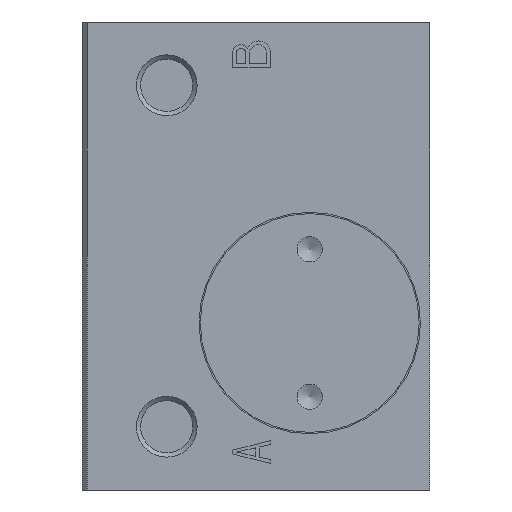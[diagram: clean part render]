
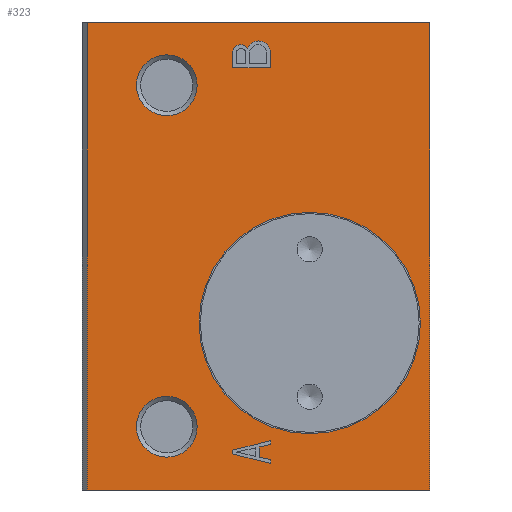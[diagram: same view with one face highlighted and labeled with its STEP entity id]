
A CAD part, left-side view. The second image highlights one B-rep face of the part: STEP entity #323.
In plain terms, the highlighted face is planar.
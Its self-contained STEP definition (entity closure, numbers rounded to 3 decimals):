
#323 = ADVANCED_FACE( '', ( #741, #742, #743, #744, #745, #746 ), #747, .F. );
#741 = FACE_BOUND( '', #1250, .T. );
#742 = FACE_OUTER_BOUND( '', #1251, .T. );
#743 = FACE_BOUND( '', #1252, .T. );
#744 = FACE_BOUND( '', #1253, .T. );
#745 = FACE_BOUND( '', #1254, .T. );
#746 = FACE_BOUND( '', #1255, .T. );
#747 = PLANE( '', #1256 );
#1250 = EDGE_LOOP( '', ( #2039, #2040, #2041, #2042, #2043, #2044, #2045, #2046 ) );
#1251 = EDGE_LOOP( '', ( #2047, #2048, #2049, #2050 ) );
#1252 = EDGE_LOOP( '', ( #2051 ) );
#1253 = EDGE_LOOP( '', ( #2052 ) );
#1254 = EDGE_LOOP( '', ( #2053 ) );
#1255 = EDGE_LOOP( '', ( #2054, #2055, #2056, #2057, #2058 ) );
#1256 = AXIS2_PLACEMENT_3D( '', #2059, #2060, #2061 );
#2039 = ORIENTED_EDGE( '', *, *, #2656, .T. );
#2040 = ORIENTED_EDGE( '', *, *, #2829, .T. );
#2041 = ORIENTED_EDGE( '', *, *, #2825, .T. );
#2042 = ORIENTED_EDGE( '', *, *, #2870, .T. );
#2043 = ORIENTED_EDGE( '', *, *, #2871, .T. );
#2044 = ORIENTED_EDGE( '', *, *, #2872, .T. );
#2045 = ORIENTED_EDGE( '', *, *, #2873, .T. );
#2046 = ORIENTED_EDGE( '', *, *, #2874, .T. );
#2047 = ORIENTED_EDGE( '', *, *, #2757, .T. );
#2048 = ORIENTED_EDGE( '', *, *, #2617, .F. );
#2049 = ORIENTED_EDGE( '', *, *, #2875, .F. );
#2050 = ORIENTED_EDGE( '', *, *, #2876, .T. );
#2051 = ORIENTED_EDGE( '', *, *, #2661, .F. );
#2052 = ORIENTED_EDGE( '', *, *, #2877, .F. );
#2053 = ORIENTED_EDGE( '', *, *, #2691, .T. );
#2054 = ORIENTED_EDGE( '', *, *, #2878, .T. );
#2055 = ORIENTED_EDGE( '', *, *, #2879, .T. );
#2056 = ORIENTED_EDGE( '', *, *, #2675, .T. );
#2057 = ORIENTED_EDGE( '', *, *, #2880, .T. );
#2058 = ORIENTED_EDGE( '', *, *, #2881, .T. );
#2059 = CARTESIAN_POINT( '', ( 18.5, 0., -25. ) );
#2060 = DIRECTION( '', ( 0., 0., 1. ) );
#2061 = DIRECTION( '', ( 1., 0., 0. ) );
#2617 = EDGE_CURVE( '', #3039, #3034, #3041, .T. );
#2656 = EDGE_CURVE( '', #3109, #3110, #3111, .T. );
#2661 = EDGE_CURVE( '', #3118, #3118, #3119, .F. );
#2675 = EDGE_CURVE( '', #3142, #3143, #3144, .T. );
#2691 = EDGE_CURVE( '', #3170, #3170, #3171, .T. );
#2757 = EDGE_CURVE( '', #3275, #3034, #3276, .T. );
#2825 = EDGE_CURVE( '', #3373, #3374, #3375, .T. );
#2829 = EDGE_CURVE( '', #3110, #3373, #3379, .T. );
#2870 = EDGE_CURVE( '', #3374, #3440, #3441, .T. );
#2871 = EDGE_CURVE( '', #3440, #3442, #3443, .T. );
#2872 = EDGE_CURVE( '', #3442, #3444, #3445, .T. );
#2873 = EDGE_CURVE( '', #3444, #3446, #3447, .T. );
#2874 = EDGE_CURVE( '', #3446, #3109, #3448, .T. );
#2875 = EDGE_CURVE( '', #3449, #3039, #3450, .T. );
#2876 = EDGE_CURVE( '', #3449, #3275, #3451, .T. );
#2877 = EDGE_CURVE( '', #3452, #3452, #3453, .F. );
#2878 = EDGE_CURVE( '', #3454, #3455, #3456, .T. );
#2879 = EDGE_CURVE( '', #3455, #3142, #3457, .T. );
#2880 = EDGE_CURVE( '', #3143, #3458, #3459, .T. );
#2881 = EDGE_CURVE( '', #3458, #3454, #3460, .T. );
#3034 = VERTEX_POINT( '', #3636 );
#3039 = VERTEX_POINT( '', #3643 );
#3041 = LINE( '', #3646, #3647 );
#3109 = VERTEX_POINT( '', #3803 );
#3110 = VERTEX_POINT( '', #3804 );
#3111 = LINE( '', #3805, #3806 );
#3118 = VERTEX_POINT( '', #3816 );
#3119 = CIRCLE( '', #3817, 2.4 );
#3142 = VERTEX_POINT( '', #3844 );
#3143 = VERTEX_POINT( '', #3845 );
#3144 = LINE( '', #3846, #3847 );
#3170 = VERTEX_POINT( '', #3885 );
#3171 = CIRCLE( '', #3886, 8.75 );
#3275 = VERTEX_POINT( '', #4018 );
#3276 = LINE( '', #4019, #4020 );
#3373 = VERTEX_POINT( '', #4154 );
#3374 = VERTEX_POINT( '', #4155 );
#3375 = LINE( '', #4156, #4157 );
#3379 = LINE( '', #4163, #4164 );
#3440 = VERTEX_POINT( '', #4240 );
#3441 = LINE( '', #4241, #4242 );
#3442 = VERTEX_POINT( '', #4243 );
#3443 = LINE( '', #4244, #4245 );
#3444 = VERTEX_POINT( '', #4246 );
#3445 = LINE( '', #4247, #4248 );
#3446 = VERTEX_POINT( '', #4249 );
#3447 = LINE( '', #4250, #4251 );
#3448 = LINE( '', #4252, #4253 );
#3449 = VERTEX_POINT( '', #4254 );
#3450 = LINE( '', #4255, #4256 );
#3451 = LINE( '', #4257, #4258 );
#3452 = VERTEX_POINT( '', #4259 );
#3453 = CIRCLE( '', #4260, 2.4 );
#3454 = VERTEX_POINT( '', #4261 );
#3455 = VERTEX_POINT( '', #4262 );
#3456 = CIRCLE( '', #4263, 0.652 );
#3457 = CIRCLE( '', #4264, 0.93 );
#3458 = VERTEX_POINT( '', #4265 );
#3459 = LINE( '', #4266, #4267 );
#3460 = LINE( '', #4268, #4269 );
#3636 = CARTESIAN_POINT( '', ( -18.5, 27.1, -25. ) );
#3643 = CARTESIAN_POINT( '', ( 18.5, 27.1, -25. ) );
#3646 = CARTESIAN_POINT( '', ( 18.5, 27.1, -25. ) );
#3647 = VECTOR( '', #4493, 1000. );
#3803 = CARTESIAN_POINT( '', ( 15.35, 15.6, -25. ) );
#3804 = CARTESIAN_POINT( '', ( 14.6, 12.6, -25. ) );
#3805 = CARTESIAN_POINT( '', ( 15.35, 15.6, -25. ) );
#3806 = VECTOR( '', #4530, 1000. );
#3816 = CARTESIAN_POINT( '', ( 15.9, 20.8, -25. ) );
#3817 = AXIS2_PLACEMENT_3D( '', #4534, #4535, #4536 );
#3844 = CARTESIAN_POINT( '', ( -16.1, 12.6, -25. ) );
#3845 = CARTESIAN_POINT( '', ( -14.9, 12.6, -25. ) );
#3846 = CARTESIAN_POINT( '', ( -16.1, 12.6, -25. ) );
#3847 = VECTOR( '', #4556, 1000. );
#3885 = CARTESIAN_POINT( '', ( 14.05, 9.5, -25. ) );
#3886 = AXIS2_PLACEMENT_3D( '', #4572, #4573, #4574 );
#4018 = CARTESIAN_POINT( '', ( -18.5, 0., -25. ) );
#4019 = CARTESIAN_POINT( '', ( -18.5, 0., -25. ) );
#4020 = VECTOR( '', #4660, 1000. );
#4154 = CARTESIAN_POINT( '', ( 14.9, 12.6, -25. ) );
#4155 = CARTESIAN_POINT( '', ( 15.1, 13.5, -25. ) );
#4156 = CARTESIAN_POINT( '', ( 14.9, 12.6, -25. ) );
#4157 = VECTOR( '', #4728, 1000. );
#4163 = CARTESIAN_POINT( '', ( 14.6, 12.6, -25. ) );
#4164 = VECTOR( '', #4731, 1000. );
#4240 = CARTESIAN_POINT( '', ( 15.9, 13.5, -25. ) );
#4241 = CARTESIAN_POINT( '', ( 15.1, 13.5, -25. ) );
#4242 = VECTOR( '', #4777, 1000. );
#4243 = CARTESIAN_POINT( '', ( 16.1, 12.6, -25. ) );
#4244 = CARTESIAN_POINT( '', ( 15.9, 13.5, -25. ) );
#4245 = VECTOR( '', #4778, 1000. );
#4246 = CARTESIAN_POINT( '', ( 16.4, 12.6, -25. ) );
#4247 = CARTESIAN_POINT( '', ( 16.1, 12.6, -25. ) );
#4248 = VECTOR( '', #4779, 1000. );
#4249 = CARTESIAN_POINT( '', ( 15.65, 15.6, -25. ) );
#4250 = CARTESIAN_POINT( '', ( 16.4, 12.6, -25. ) );
#4251 = VECTOR( '', #4780, 1000. );
#4252 = CARTESIAN_POINT( '', ( 15.65, 15.6, -25. ) );
#4253 = VECTOR( '', #4781, 1000. );
#4254 = CARTESIAN_POINT( '', ( 18.5, 0., -25. ) );
#4255 = CARTESIAN_POINT( '', ( 18.5, 0., -25. ) );
#4256 = VECTOR( '', #4782, 1000. );
#4257 = CARTESIAN_POINT( '', ( 18.5, 0., -25. ) );
#4258 = VECTOR( '', #4783, 1000. );
#4259 = CARTESIAN_POINT( '', ( -11.1, 20.8, -25. ) );
#4260 = AXIS2_PLACEMENT_3D( '', #4784, #4785, #4786 );
#4261 = CARTESIAN_POINT( '', ( -16.1, 15.6, -25. ) );
#4262 = CARTESIAN_POINT( '', ( -16.4, 14.4, -25. ) );
#4263 = AXIS2_PLACEMENT_3D( '', #4787, #4788, #4789 );
#4264 = AXIS2_PLACEMENT_3D( '', #4790, #4791, #4792 );
#4265 = CARTESIAN_POINT( '', ( -14.9, 15.6, -25. ) );
#4266 = CARTESIAN_POINT( '', ( -14.9, 12.6, -25. ) );
#4267 = VECTOR( '', #4793, 1000. );
#4268 = CARTESIAN_POINT( '', ( -14.9, 15.6, -25. ) );
#4269 = VECTOR( '', #4794, 1000. );
#4493 = DIRECTION( '', ( -1., 0., 0. ) );
#4530 = DIRECTION( '', ( -0.243, -0.97, 0. ) );
#4534 = CARTESIAN_POINT( '', ( 13.5, 20.8, -25. ) );
#4535 = DIRECTION( '', ( 0., 0., 1. ) );
#4536 = DIRECTION( '', ( 1., 0., 0. ) );
#4556 = DIRECTION( '', ( 1., 0., 0. ) );
#4572 = CARTESIAN_POINT( '', ( 5.3, 9.5, -25. ) );
#4573 = DIRECTION( '', ( 0., 0., 1. ) );
#4574 = DIRECTION( '', ( 1., 0., 0. ) );
#4660 = DIRECTION( '', ( 0., 1., 0. ) );
#4728 = DIRECTION( '', ( 0.217, 0.976, 0. ) );
#4731 = DIRECTION( '', ( 1., 0., 0. ) );
#4777 = DIRECTION( '', ( 1., 0., 0. ) );
#4778 = DIRECTION( '', ( 0.217, -0.976, 0. ) );
#4779 = DIRECTION( '', ( 1., 0., 0. ) );
#4780 = DIRECTION( '', ( -0.243, 0.97, 0. ) );
#4781 = DIRECTION( '', ( -1., 0., 0. ) );
#4782 = DIRECTION( '', ( 0., 1., 0. ) );
#4783 = DIRECTION( '', ( -1., 0., 0. ) );
#4784 = CARTESIAN_POINT( '', ( -13.5, 20.8, -25. ) );
#4785 = DIRECTION( '', ( 0., 0., 1. ) );
#4786 = DIRECTION( '', ( 1., 0., 0. ) );
#4787 = CARTESIAN_POINT( '', ( -16.05, 14.95, -25. ) );
#4788 = DIRECTION( '', ( 0., 0., 1. ) );
#4789 = DIRECTION( '', ( 1., 0., 0. ) );
#4790 = CARTESIAN_POINT( '', ( -16.07, 13.53, -25. ) );
#4791 = DIRECTION( '', ( 0., 0., 1. ) );
#4792 = DIRECTION( '', ( 1., 0., 0. ) );
#4793 = DIRECTION( '', ( 0., 1., 0. ) );
#4794 = DIRECTION( '', ( -1., 0., 0. ) );
